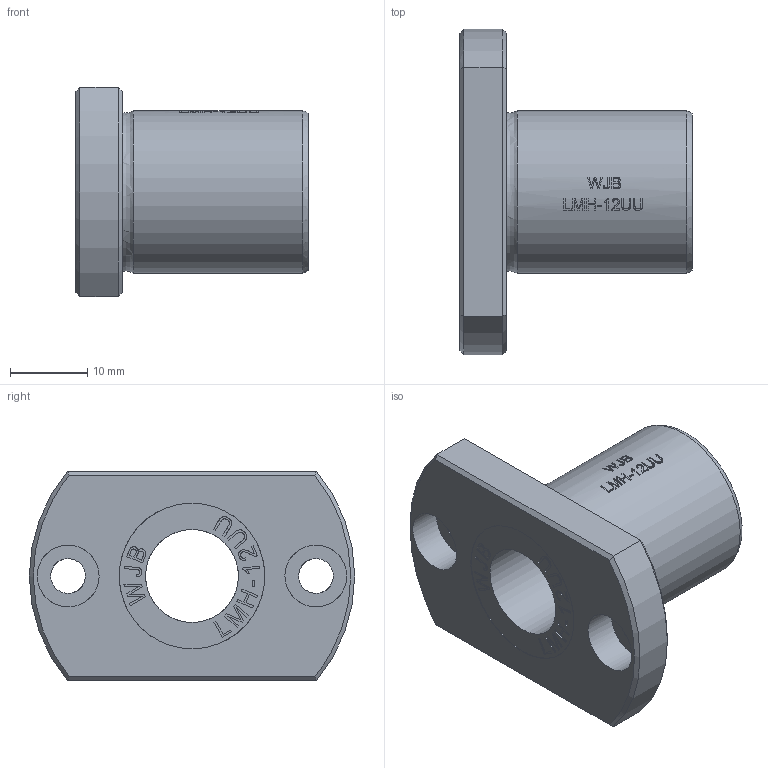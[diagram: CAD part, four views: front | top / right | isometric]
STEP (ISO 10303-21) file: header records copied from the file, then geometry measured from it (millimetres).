
FILE_DESCRIPTION(/* description */ (''),/* implementation_level */ '2;1');
FILE_NAME(/* name */ 'WJB-LMH-12UU.stp',/* time_stamp */ '2018-09-11T17:28:20+08:00',/* author */ (''),/* organization */ (''),/* preprocessor_version */ 'ST-DEVELOPER v11',/* originating_system */ 'SIEMENS UGS NX 6.0',/* authorisation */ '');
FILE_SCHEMA (('CONFIG_CONTROL_DESIGN'));
Length unit declared in the file: millimetre
Products named in the file (1): WJB-LMH-12UU
Bounding box: 30 x 42 x 27 mm (x, y, z)
Volume: 10634.7 mm3; surface area: 5487.6 mm2
Topology: 1 solids, 1 shells, 332 faces, 866 edges, 580 vertices
Faces by surface type: plane 222, extrusion 81, cylinder 23, cone 4, torus 2
Full cylindrical faces by diameter (mm): 4.5 x2, 8 x2, 12 x1, 18.8 x2, 21 x1
Entity records: 12894 total; most frequent: CARTESIAN_POINT 5269, ORIENTED_EDGE 1708, DIRECTION 1165, EDGE_CURVE 854, VERTEX_POINT 578, VECTOR 529, LINE 448, B_SPLINE_CURVE_WITH_KNOTS 421
